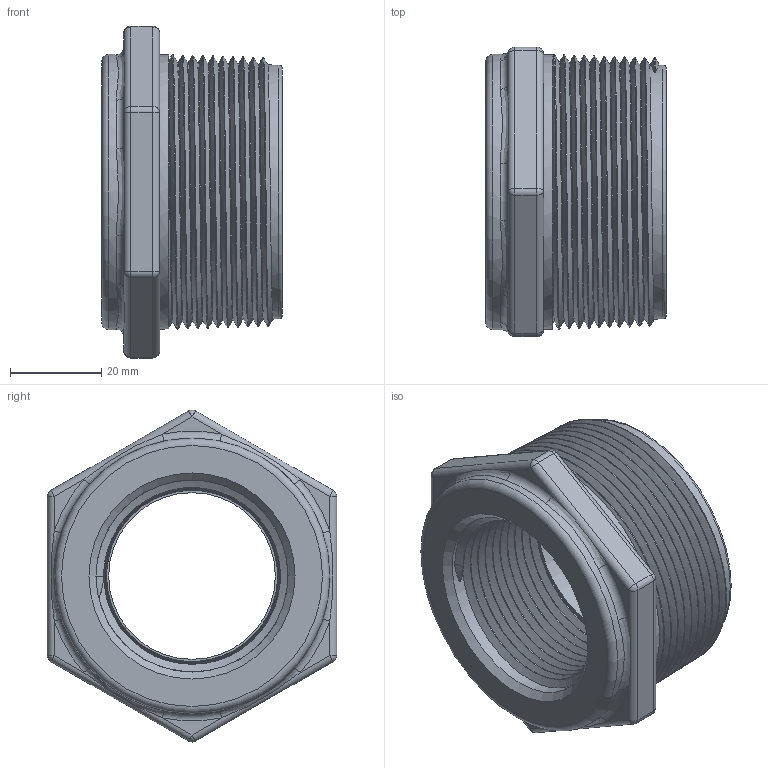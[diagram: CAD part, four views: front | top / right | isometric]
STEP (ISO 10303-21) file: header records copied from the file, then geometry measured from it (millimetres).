
FILE_DESCRIPTION(/* description */ ('2" MNPT X 1 1/4" FNPT REDUCER BUSHING'),/* implementation_level */ '2;1');
FILE_NAME(/* name */ 'RB200-125.stp',/* time_stamp */ '2013-11-07T13:31:33-05:00',/* author */ ('DTruax'),/* organization */ (''),/* preprocessor_version */ 'ST-DEVELOPER v15.2',/* originating_system */ 'Autodesk Inventor 2014',/* authorisation */ '');
FILE_SCHEMA (('AUTOMOTIVE_DESIGN { 1 0 10303 214 3 1 1 }'));
Length unit declared in the file: inch
Products named in the file (1): RB200-125
Bounding box: 39.62 x 63.5 x 72.85 mm (x, y, z)
Volume: 64963.6 mm3; surface area: 21784.3 mm2
Topology: 1 solids, 1 shells, 102 faces, 234 edges, 136 vertices
Faces by surface type: cone 27, cylinder 25, plane 17, bspline 12, sphere 12, torus 9
Full cylindrical faces by diameter (mm): 36.576 x1, 60.198 x2, 60.452 x1
Entity records: 7059 total; most frequent: CARTESIAN_POINT 5424, DIRECTION 340, ORIENTED_EDGE 318, EDGE_CURVE 159, AXIS2_PLACEMENT_3D 146, EDGE_LOOP 93, VERTEX_POINT 92, ADVANCED_FACE 80
